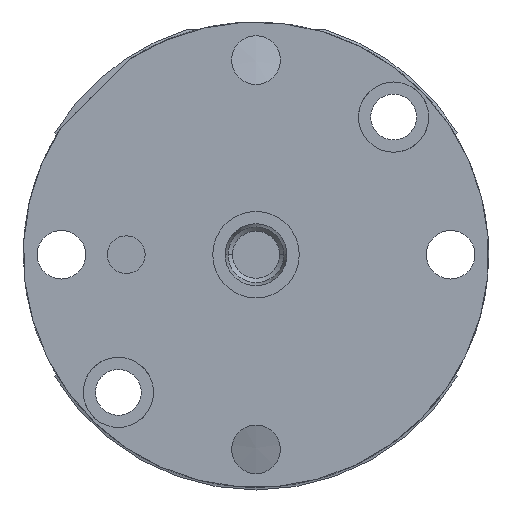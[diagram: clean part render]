
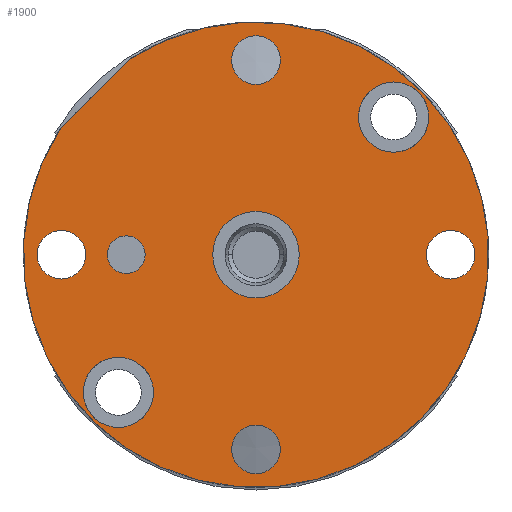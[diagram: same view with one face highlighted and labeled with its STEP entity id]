
A CAD part, front view. The second image highlights one B-rep face of the part: STEP entity #1900.
In plain terms, the highlighted planar face has unit normal (0, -1, 0).
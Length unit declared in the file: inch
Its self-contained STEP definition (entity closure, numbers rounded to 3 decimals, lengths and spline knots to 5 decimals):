
#398=CARTESIAN_POINT('',(1.125,-0.681,0.));
#399=DIRECTION('',(0.,-1.,0.));
#400=DIRECTION('',(1.,0.,0.));
#401=AXIS2_PLACEMENT_3D('',#398,#399,#400);
#403=CARTESIAN_POINT('',(1.125,-0.681,0.));
#404=DIRECTION('',(0.,-1.,0.));
#405=DIRECTION('',(-1.,0.,0.));
#406=AXIS2_PLACEMENT_3D('',#403,#404,#405);
#408=CARTESIAN_POINT('',(0.,-0.681,1.125));
#409=DIRECTION('',(0.,-1.,0.));
#410=DIRECTION('',(1.,0.,0.));
#411=AXIS2_PLACEMENT_3D('',#408,#409,#410);
#413=CARTESIAN_POINT('',(0.,-0.681,1.125));
#414=DIRECTION('',(0.,-1.,0.));
#415=DIRECTION('',(-1.,0.,0.));
#416=AXIS2_PLACEMENT_3D('',#413,#414,#415);
#418=CARTESIAN_POINT('',(-1.125,-0.681,0.));
#419=DIRECTION('',(0.,-1.,0.));
#420=DIRECTION('',(1.,0.,0.));
#421=AXIS2_PLACEMENT_3D('',#418,#419,#420);
#423=CARTESIAN_POINT('',(-1.125,-0.681,0.));
#424=DIRECTION('',(0.,-1.,0.));
#425=DIRECTION('',(-1.,0.,0.));
#426=AXIS2_PLACEMENT_3D('',#423,#424,#425);
#428=CARTESIAN_POINT('',(0.,-0.681,-1.125));
#429=DIRECTION('',(0.,-1.,0.));
#430=DIRECTION('',(1.,0.,0.));
#431=AXIS2_PLACEMENT_3D('',#428,#429,#430);
#433=CARTESIAN_POINT('',(0.,-0.681,-1.125));
#434=DIRECTION('',(0.,-1.,0.));
#435=DIRECTION('',(-1.,0.,0.));
#436=AXIS2_PLACEMENT_3D('',#433,#434,#435);
#438=DIRECTION('',(0.707,0.,0.707));
#439=VECTOR('',#438,0.56498);
#440=CARTESIAN_POINT('',(-1.1296,-0.681,0.7301));
#441=LINE('',#440,#439);
#442=CARTESIAN_POINT('',(0.,-0.681,0.));
#443=DIRECTION('',(0.,1.,0.));
#444=DIRECTION('',(-1.,0.,0.));
#445=AXIS2_PLACEMENT_3D('',#442,#443,#444);
#447=CARTESIAN_POINT('',(0.,-0.681,0.));
#448=DIRECTION('',(0.,1.,0.));
#449=DIRECTION('',(1.,0.,0.));
#450=AXIS2_PLACEMENT_3D('',#447,#448,#449);
#452=CARTESIAN_POINT('',(-0.7955,-0.681,-0.7955));
#453=DIRECTION('',(0.,-1.,0.));
#454=DIRECTION('',(1.,0.,0.));
#455=AXIS2_PLACEMENT_3D('',#452,#453,#454);
#457=CARTESIAN_POINT('',(-0.7955,-0.681,-0.7955));
#458=DIRECTION('',(0.,-1.,0.));
#459=DIRECTION('',(-1.,0.,0.));
#460=AXIS2_PLACEMENT_3D('',#457,#458,#459);
#462=CARTESIAN_POINT('',(0.7955,-0.681,0.7955));
#463=DIRECTION('',(0.,-1.,0.));
#464=DIRECTION('',(1.,0.,0.));
#465=AXIS2_PLACEMENT_3D('',#462,#463,#464);
#467=CARTESIAN_POINT('',(0.7955,-0.681,0.7955));
#468=DIRECTION('',(0.,-1.,0.));
#469=DIRECTION('',(-1.,0.,0.));
#470=AXIS2_PLACEMENT_3D('',#467,#468,#469);
#472=CARTESIAN_POINT('',(-0.75,-0.681,0.));
#473=DIRECTION('',(0.,-1.,0.));
#474=DIRECTION('',(1.,0.,0.));
#475=AXIS2_PLACEMENT_3D('',#472,#473,#474);
#477=CARTESIAN_POINT('',(-0.75,-0.681,0.));
#478=DIRECTION('',(0.,-1.,0.));
#479=DIRECTION('',(-1.,0.,0.));
#480=AXIS2_PLACEMENT_3D('',#477,#478,#479);
#599=CARTESIAN_POINT('',(0.,-0.681,0.));
#600=DIRECTION('',(0.,-1.,0.));
#601=DIRECTION('',(-0.84,0.,0.543));
#602=AXIS2_PLACEMENT_3D('',#599,#600,#601);
#1488=CARTESIAN_POINT('',(1.2655,-0.681,0.));
#1489=CARTESIAN_POINT('',(0.9845,-0.681,0.));
#1490=VERTEX_POINT('',#1488);
#1491=VERTEX_POINT('',#1489);
#1500=CARTESIAN_POINT('',(0.1405,-0.681,1.125));
#1501=CARTESIAN_POINT('',(-0.1405,-0.681,1.125));
#1502=VERTEX_POINT('',#1500);
#1503=VERTEX_POINT('',#1501);
#1514=CARTESIAN_POINT('',(-0.9845,-0.681,0.));
#1515=CARTESIAN_POINT('',(-1.2655,-0.681,0.));
#1516=VERTEX_POINT('',#1514);
#1517=VERTEX_POINT('',#1515);
#1526=CARTESIAN_POINT('',(0.1405,-0.681,-1.125));
#1527=CARTESIAN_POINT('',(-0.1405,-0.681,-1.125));
#1528=VERTEX_POINT('',#1526);
#1529=VERTEX_POINT('',#1527);
#1538=CARTESIAN_POINT('',(-1.1296,-0.681,0.7301));
#1539=CARTESIAN_POINT('',(-0.7301,-0.681,1.1296));
#1540=VERTEX_POINT('',#1538);
#1541=VERTEX_POINT('',#1539);
#1583=CARTESIAN_POINT('',(-0.25,-0.681,0.));
#1584=CARTESIAN_POINT('',(0.25,-0.681,0.));
#1585=VERTEX_POINT('',#1583);
#1586=VERTEX_POINT('',#1584);
#1603=CARTESIAN_POINT('',(-0.5925,-0.681,-0.7955));
#1604=CARTESIAN_POINT('',(-0.9985,-0.681,-0.7955));
#1605=VERTEX_POINT('',#1603);
#1606=VERTEX_POINT('',#1604);
#1611=CARTESIAN_POINT('',(0.9985,-0.681,0.7955));
#1612=CARTESIAN_POINT('',(0.5925,-0.681,0.7955));
#1613=VERTEX_POINT('',#1611);
#1614=VERTEX_POINT('',#1612);
#1677=CARTESIAN_POINT('',(-0.641,-0.681,0.));
#1678=CARTESIAN_POINT('',(-0.859,-0.681,0.));
#1679=VERTEX_POINT('',#1677);
#1680=VERTEX_POINT('',#1678);
#1843=CARTESIAN_POINT('',(0.,-0.681,0.));
#1844=DIRECTION('',(0.,-1.,0.));
#1845=DIRECTION('',(1.,0.,0.));
#1846=AXIS2_PLACEMENT_3D('',#1843,#1844,#1845);
#1847=PLANE('',#1846);
#1849=ORIENTED_EDGE('',*,*,#1848,.T.);
#1851=ORIENTED_EDGE('',*,*,#1850,.F.);
#1852=EDGE_LOOP('',(#1849,#1851));
#1853=FACE_OUTER_BOUND('',#1852,.F.);
#1855=ORIENTED_EDGE('',*,*,#1854,.T.);
#1857=ORIENTED_EDGE('',*,*,#1856,.T.);
#1858=EDGE_LOOP('',(#1855,#1857));
#1859=FACE_BOUND('',#1858,.F.);
#1861=ORIENTED_EDGE('',*,*,#1860,.T.);
#1863=ORIENTED_EDGE('',*,*,#1862,.T.);
#1864=EDGE_LOOP('',(#1861,#1863));
#1865=FACE_BOUND('',#1864,.F.);
#1867=ORIENTED_EDGE('',*,*,#1866,.T.);
#1869=ORIENTED_EDGE('',*,*,#1868,.T.);
#1870=EDGE_LOOP('',(#1867,#1869));
#1871=FACE_BOUND('',#1870,.F.);
#1872=ORIENTED_EDGE('',*,*,#1823,.T.);
#1873=ORIENTED_EDGE('',*,*,#1837,.T.);
#1874=EDGE_LOOP('',(#1872,#1873));
#1875=FACE_BOUND('',#1874,.F.);
#1877=ORIENTED_EDGE('',*,*,#1876,.F.);
#1879=ORIENTED_EDGE('',*,*,#1878,.F.);
#1880=EDGE_LOOP('',(#1877,#1879));
#1881=FACE_BOUND('',#1880,.F.);
#1883=ORIENTED_EDGE('',*,*,#1882,.T.);
#1885=ORIENTED_EDGE('',*,*,#1884,.T.);
#1886=EDGE_LOOP('',(#1883,#1885));
#1887=FACE_BOUND('',#1886,.F.);
#1889=ORIENTED_EDGE('',*,*,#1888,.T.);
#1891=ORIENTED_EDGE('',*,*,#1890,.T.);
#1892=EDGE_LOOP('',(#1889,#1891));
#1893=FACE_BOUND('',#1892,.F.);
#1895=ORIENTED_EDGE('',*,*,#1894,.T.);
#1897=ORIENTED_EDGE('',*,*,#1896,.T.);
#1898=EDGE_LOOP('',(#1895,#1897));
#1899=FACE_BOUND('',#1898,.F.);
#1900=ADVANCED_FACE('',(#1853,#1859,#1865,#1871,#1875,#1881,#1887,#1893,#1899),
#1847,.T.);
#402=CIRCLE('',#401,0.1405);
#407=CIRCLE('',#406,0.1405);
#412=CIRCLE('',#411,0.1405);
#417=CIRCLE('',#416,0.1405);
#422=CIRCLE('',#421,0.1405);
#427=CIRCLE('',#426,0.1405);
#432=CIRCLE('',#431,0.1405);
#437=CIRCLE('',#436,0.1405);
#446=CIRCLE('',#445,0.25);
#451=CIRCLE('',#450,0.25);
#456=CIRCLE('',#455,0.203);
#461=CIRCLE('',#460,0.203);
#466=CIRCLE('',#465,0.203);
#471=CIRCLE('',#470,0.203);
#476=CIRCLE('',#475,0.109);
#481=CIRCLE('',#480,0.109);
#603=CIRCLE('',#602,1.345);
#1823=EDGE_CURVE('',#1528,#1529,#432,.T.);
#1837=EDGE_CURVE('',#1529,#1528,#437,.T.);
#1848=EDGE_CURVE('',#1540,#1541,#441,.T.);
#1850=EDGE_CURVE('',#1540,#1541,#603,.T.);
#1854=EDGE_CURVE('',#1490,#1491,#402,.T.);
#1856=EDGE_CURVE('',#1491,#1490,#407,.T.);
#1860=EDGE_CURVE('',#1502,#1503,#412,.T.);
#1862=EDGE_CURVE('',#1503,#1502,#417,.T.);
#1866=EDGE_CURVE('',#1516,#1517,#422,.T.);
#1868=EDGE_CURVE('',#1517,#1516,#427,.T.);
#1876=EDGE_CURVE('',#1585,#1586,#446,.T.);
#1878=EDGE_CURVE('',#1586,#1585,#451,.T.);
#1882=EDGE_CURVE('',#1605,#1606,#456,.T.);
#1884=EDGE_CURVE('',#1606,#1605,#461,.T.);
#1888=EDGE_CURVE('',#1613,#1614,#466,.T.);
#1890=EDGE_CURVE('',#1614,#1613,#471,.T.);
#1894=EDGE_CURVE('',#1679,#1680,#476,.T.);
#1896=EDGE_CURVE('',#1680,#1679,#481,.T.);
